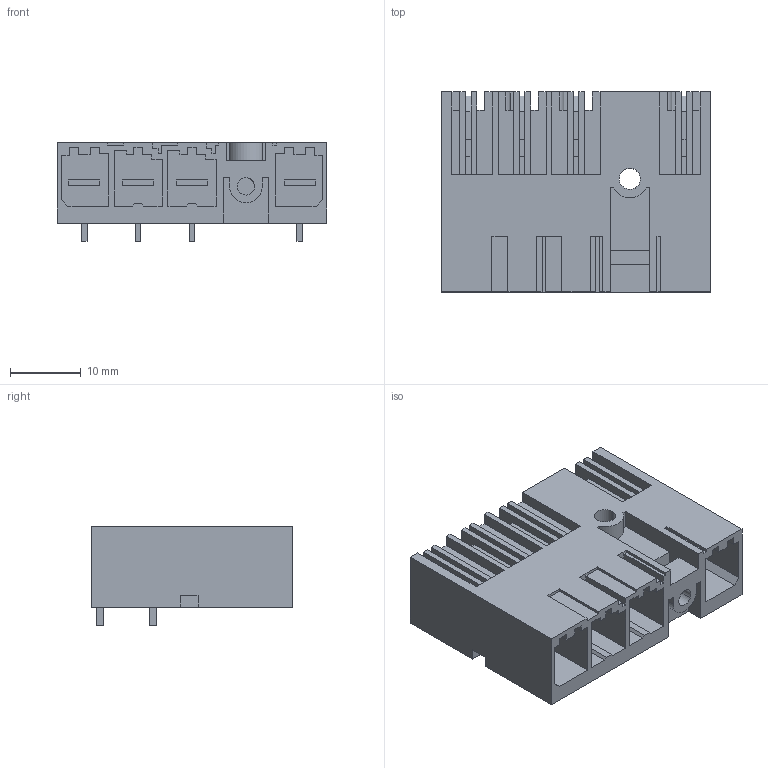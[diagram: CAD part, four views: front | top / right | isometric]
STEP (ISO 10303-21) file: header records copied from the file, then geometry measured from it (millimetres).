
FILE_DESCRIPTION(('CATIA V5 STEP Exchange','CAx-IF Rec.Pracs.--- Model Styling and Organization---1.4--- 2014-01-23'),'2;1');
FILE_NAME ('169685-1_0', '2020-12-03T14:48:59+00:00', ('none'), ('Weidmueller'), 'CATIA Version 5-6 Release 2016 SP3 HF44', 'CATIA V5 STEP AP214', 'none');
FILE_SCHEMA(('AUTOMOTIVE_DESIGN { 1 0 10303 214 1 1 1 1 }'));
Length unit declared in the file: millimetre
Products named in the file (1): 2454110000
Bounding box: 38.1 x 28.3 x 14 mm (x, y, z)
Volume: 7090.3 mm3; surface area: 8847.8 mm2
Topology: 5 solids, 5 shells, 355 faces, 1031 edges, 688 vertices
Faces by surface type: plane 337, cylinder 18
Entity records: 11410 total; most frequent: ORIENTED_EDGE 2062, CARTESIAN_POINT 2019, DIRECTION 1578, EDGE_CURVE 1031, VECTOR 989, LINE 989, VERTEX_POINT 688, EDGE_LOOP 369
